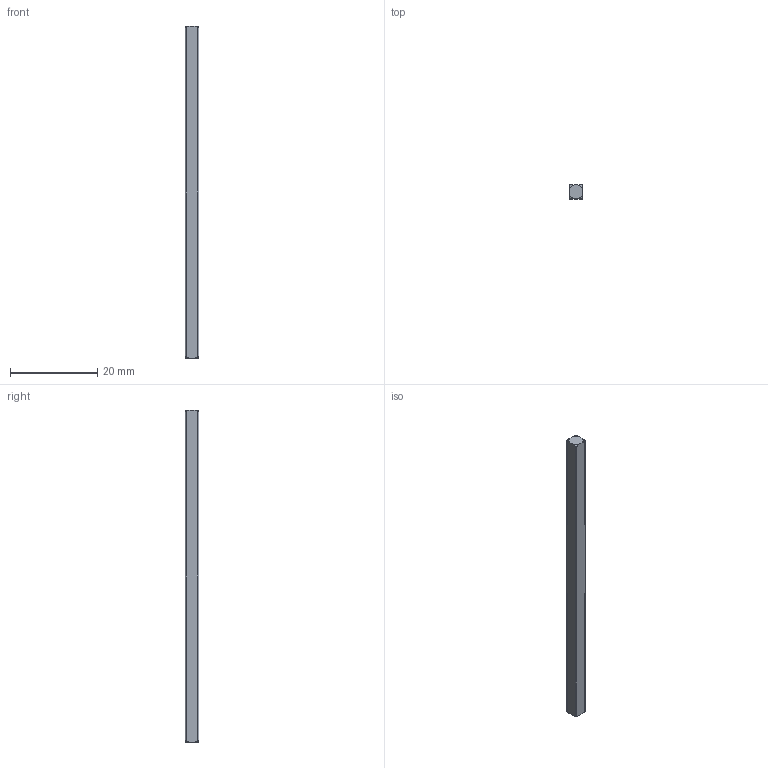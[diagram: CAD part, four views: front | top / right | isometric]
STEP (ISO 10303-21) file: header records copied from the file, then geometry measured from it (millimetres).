
FILE_DESCRIPTION (( 'STEP AP203' ), '1' );
FILE_NAME ('SHAFT-3000.STEP', '2007-08-24T17:20:51', ( 'Innovation First, Inc.' ), ( 'Innovation First, Inc.' ), 'SwSTEP 2.0', 'SolidWorks 2006052', '' );
FILE_SCHEMA (( 'CONFIG_CONTROL_DESIGN' ));
Length unit declared in the file: inch
Products named in the file (1): SHAFT-3000
Bounding box: 3.17 x 3.17 x 76.2 mm (x, y, z)
Volume: 763.8 mm3; surface area: 953.4 mm2
Topology: 1 solids, 1 shells, 18 faces, 48 edges, 32 vertices
Faces by surface type: torus 8, plane 6, cylinder 4
Entity records: 759 total; most frequent: CARTESIAN_POINT 267, ORIENTED_EDGE 96, DIRECTION 70, EDGE_CURVE 48, VERTEX_POINT 32, AXIS2_PLACEMENT_3D 27, B_SPLINE_CURVE_WITH_KNOTS 24, FACE_OUTER_BOUND 18
